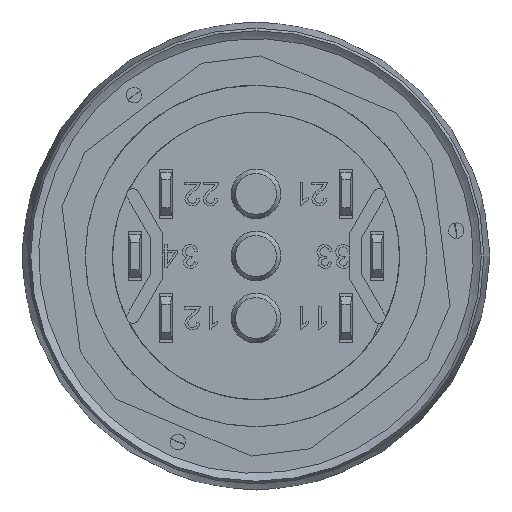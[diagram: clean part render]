
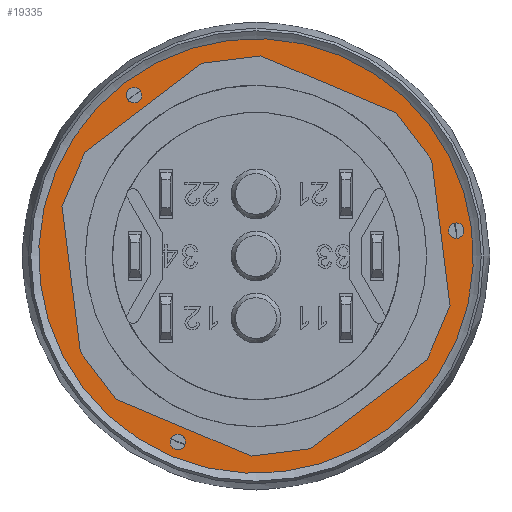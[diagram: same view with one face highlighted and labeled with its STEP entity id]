
A CAD part, front view. The second image highlights one B-rep face of the part: STEP entity #19335.
In plain terms, the highlighted planar face has unit normal (0, -1, 0).
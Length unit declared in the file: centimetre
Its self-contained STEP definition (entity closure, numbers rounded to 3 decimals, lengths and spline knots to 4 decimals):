
#533=FACE_BOUND('',#7030,.T.);
#534=FACE_BOUND('',#7031,.T.);
#535=FACE_BOUND('',#7032,.T.);
#536=FACE_BOUND('',#7033,.T.);
#2732=LINE('',#31275,#5028);
#2736=LINE('',#31283,#5032);
#2739=LINE('',#31289,#5035);
#2742=LINE('',#31295,#5038);
#2745=LINE('',#31301,#5041);
#2748=LINE('',#31307,#5044);
#2751=LINE('',#31313,#5047);
#2754=LINE('',#31319,#5050);
#2757=LINE('',#31325,#5053);
#2760=LINE('',#31331,#5056);
#2763=LINE('',#31337,#5059);
#2766=LINE('',#31342,#5062);
#5028=VECTOR('',#24647,0.3833);
#5032=VECTOR('',#24653,0.9431);
#5035=VECTOR('',#24658,0.3833);
#5038=VECTOR('',#24663,0.9431);
#5041=VECTOR('',#24668,0.3833);
#5044=VECTOR('',#24673,0.9431);
#5047=VECTOR('',#24678,0.3833);
#5050=VECTOR('',#24683,0.9431);
#5053=VECTOR('',#24688,0.3833);
#5056=VECTOR('',#24693,0.9431);
#5059=VECTOR('',#24698,0.3833);
#5062=VECTOR('',#24703,0.9431);
#5975=FACE_OUTER_BOUND('',#7029,.T.);
#7029=EDGE_LOOP('',(#16818));
#7030=EDGE_LOOP('',(#16819));
#7031=EDGE_LOOP('',(#16820));
#7032=EDGE_LOOP('',(#16821));
#7033=EDGE_LOOP('',(#16822,#16823,#16824,#16825,#16826,#16827,#16828,#16829,
#16830,#16831,#16832,#16833));
#7327=CIRCLE('',#20398,0.05);
#7331=CIRCLE('',#20404,0.05);
#7335=CIRCLE('',#20410,0.05);
#7340=CIRCLE('',#20431,1.4);
#9083=VERTEX_POINT('',#31221);
#9086=VERTEX_POINT('',#31230);
#9089=VERTEX_POINT('',#31239);
#9090=VERTEX_POINT('',#31273);
#9091=VERTEX_POINT('',#31274);
#9094=VERTEX_POINT('',#31282);
#9096=VERTEX_POINT('',#31288);
#9098=VERTEX_POINT('',#31294);
#9100=VERTEX_POINT('',#31300);
#9102=VERTEX_POINT('',#31306);
#9104=VERTEX_POINT('',#31312);
#9106=VERTEX_POINT('',#31318);
#9108=VERTEX_POINT('',#31324);
#9110=VERTEX_POINT('',#31330);
#9112=VERTEX_POINT('',#31336);
#9114=VERTEX_POINT('',#31345);
#11703=EDGE_CURVE('',#9083,#9083,#7327,.T.);
#11707=EDGE_CURVE('',#9086,#9086,#7331,.T.);
#11711=EDGE_CURVE('',#9089,#9089,#7335,.T.);
#11718=EDGE_CURVE('',#9090,#9091,#2732,.T.);
#11722=EDGE_CURVE('',#9091,#9094,#2736,.T.);
#11725=EDGE_CURVE('',#9094,#9096,#2739,.T.);
#11728=EDGE_CURVE('',#9096,#9098,#2742,.T.);
#11731=EDGE_CURVE('',#9098,#9100,#2745,.T.);
#11734=EDGE_CURVE('',#9100,#9102,#2748,.T.);
#11737=EDGE_CURVE('',#9102,#9104,#2751,.T.);
#11740=EDGE_CURVE('',#9104,#9106,#2754,.T.);
#11743=EDGE_CURVE('',#9106,#9108,#2757,.T.);
#11746=EDGE_CURVE('',#9108,#9110,#2760,.T.);
#11749=EDGE_CURVE('',#9110,#9112,#2763,.T.);
#11752=EDGE_CURVE('',#9112,#9090,#2766,.T.);
#11754=EDGE_CURVE('',#9114,#9114,#7340,.T.);
#16818=ORIENTED_EDGE('',*,*,#11754,.F.);
#16819=ORIENTED_EDGE('',*,*,#11703,.T.);
#16820=ORIENTED_EDGE('',*,*,#11707,.T.);
#16821=ORIENTED_EDGE('',*,*,#11711,.T.);
#16822=ORIENTED_EDGE('',*,*,#11718,.F.);
#16823=ORIENTED_EDGE('',*,*,#11752,.F.);
#16824=ORIENTED_EDGE('',*,*,#11749,.F.);
#16825=ORIENTED_EDGE('',*,*,#11746,.F.);
#16826=ORIENTED_EDGE('',*,*,#11743,.F.);
#16827=ORIENTED_EDGE('',*,*,#11740,.F.);
#16828=ORIENTED_EDGE('',*,*,#11737,.F.);
#16829=ORIENTED_EDGE('',*,*,#11734,.F.);
#16830=ORIENTED_EDGE('',*,*,#11731,.F.);
#16831=ORIENTED_EDGE('',*,*,#11728,.F.);
#16832=ORIENTED_EDGE('',*,*,#11725,.F.);
#16833=ORIENTED_EDGE('',*,*,#11722,.F.);
#18455=PLANE('',#20430);
#19335=ADVANCED_FACE('',(#5975,#533,#534,#535,#536),#18455,.F.);
#20398=AXIS2_PLACEMENT_3D('',#31222,#24605,#24606);
#20404=AXIS2_PLACEMENT_3D('',#31231,#24617,#24618);
#20410=AXIS2_PLACEMENT_3D('',#31240,#24629,#24630);
#20430=AXIS2_PLACEMENT_3D('',#31344,#24705,#24706);
#20431=AXIS2_PLACEMENT_3D('',#31346,#24707,#24708);
#24605=DIRECTION('center_axis',(0.,1.,0.));
#24606=DIRECTION('ref_axis',(-0.605,0.,0.797));
#24617=DIRECTION('center_axis',(0.,1.,0.));
#24618=DIRECTION('ref_axis',(-0.605,0.,0.797));
#24629=DIRECTION('center_axis',(0.,1.,0.));
#24630=DIRECTION('ref_axis',(-0.605,0.,0.797));
#24647=DIRECTION('',(0.992,0.,0.125));
#24653=DIRECTION('',(0.797,0.,0.605));
#24658=DIRECTION('',(0.388,0.,0.922));
#24663=DIRECTION('',(-0.125,0.,0.992));
#24668=DIRECTION('',(-0.605,0.,0.797));
#24673=DIRECTION('',(-0.922,0.,0.388));
#24678=DIRECTION('',(-0.992,0.,-0.125));
#24683=DIRECTION('',(-0.797,0.,-0.605));
#24688=DIRECTION('',(-0.388,0.,-0.922));
#24693=DIRECTION('',(0.125,0.,-0.992));
#24698=DIRECTION('',(0.605,0.,-0.797));
#24703=DIRECTION('',(0.922,0.,-0.388));
#24705=DIRECTION('center_axis',(0.,1.,0.));
#24706=DIRECTION('ref_axis',(-0.605,0.,0.797));
#24707=DIRECTION('center_axis',(0.,1.,0.));
#24708=DIRECTION('ref_axis',(0.605,0.,-0.797));
#31221=CARTESIAN_POINT('',(-0.7557,-0.5,0.9957));
#31222=CARTESIAN_POINT('Origin',(-0.786,-0.5,
1.0355));
#31230=CARTESIAN_POINT('',(1.32,-0.5,0.1231));
#31231=CARTESIAN_POINT('Origin',(1.2898,-0.5,0.1629));
#31239=CARTESIAN_POINT('',(-0.4736,-0.5,-1.2382));
#31240=CARTESIAN_POINT('Origin',(-0.5038,-0.5,
-1.1984));
#31273=CARTESIAN_POINT('',(-0.0304,-0.5,-1.289));
#31274=CARTESIAN_POINT('',(0.3499,-0.5,-1.2409));
#31275=CARTESIAN_POINT('',(0.0647,-0.5,-1.277));
#31282=CARTESIAN_POINT('',(1.1011,-0.5,-0.6708));
#31283=CARTESIAN_POINT('',(0.5377,-0.5,-1.0984));
#31288=CARTESIAN_POINT('',(1.2496,-0.5,-0.3175));
#31289=CARTESIAN_POINT('',(1.1382,-0.5,-0.5824));
#31294=CARTESIAN_POINT('',(1.1315,-0.5,0.6182));
#31295=CARTESIAN_POINT('',(1.2201,-0.5,-0.0835));
#31300=CARTESIAN_POINT('',(0.8997,-0.5,0.9235));
#31301=CARTESIAN_POINT('',(1.0735,-0.5,0.6945));
#31306=CARTESIAN_POINT('',(0.0304,-0.5,1.289));
#31307=CARTESIAN_POINT('',(0.6824,-0.5,1.0149));
#31312=CARTESIAN_POINT('',(-0.3499,-0.5,1.2409));
#31313=CARTESIAN_POINT('',(-0.0647,-0.5,1.277));
#31318=CARTESIAN_POINT('',(-1.1011,-0.5,0.6708));
#31319=CARTESIAN_POINT('',(-0.5377,-0.5,1.0984));
#31324=CARTESIAN_POINT('',(-1.2496,-0.5,0.3175));
#31325=CARTESIAN_POINT('',(-1.1382,-0.5,0.5824));
#31330=CARTESIAN_POINT('',(-1.1315,-0.5,-0.6182));
#31331=CARTESIAN_POINT('',(-1.2201,-0.5,0.0835));
#31336=CARTESIAN_POINT('',(-0.8997,-0.5,-0.9235));
#31337=CARTESIAN_POINT('',(-1.0735,-0.5,-0.6945));
#31342=CARTESIAN_POINT('',(-0.6824,-0.5,-1.0149));
#31344=CARTESIAN_POINT('Origin',(0.,-0.5,
0.));
#31345=CARTESIAN_POINT('',(0.8464,-0.5,-1.1152));
#31346=CARTESIAN_POINT('Origin',(0.,-0.5,
0.));
